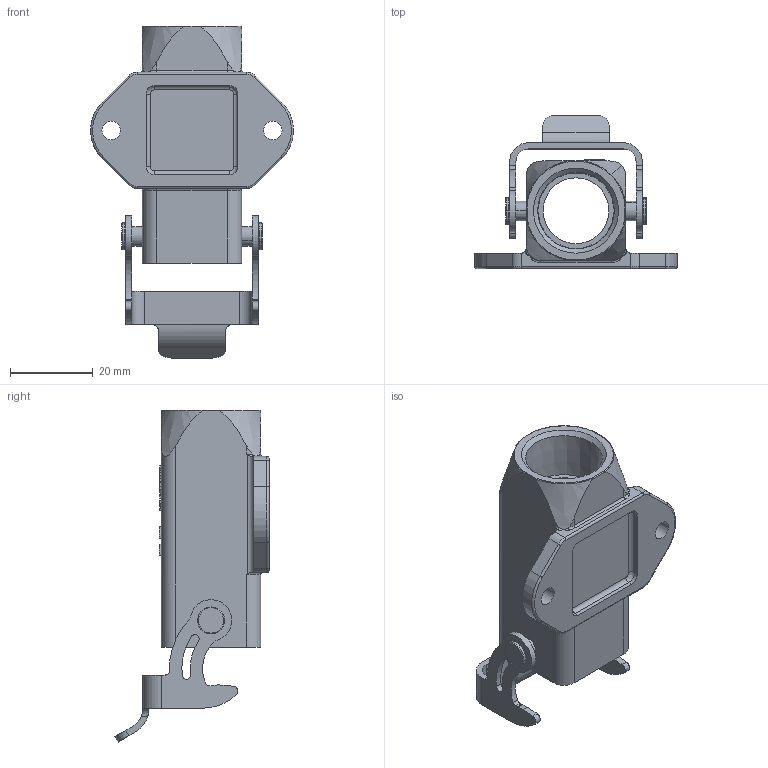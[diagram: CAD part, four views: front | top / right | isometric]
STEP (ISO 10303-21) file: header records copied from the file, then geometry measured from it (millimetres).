
FILE_DESCRIPTION(/* description */ (''),/* implementation_level */ '2;1');
FILE_NAME(/* name */ '1010000990177_01.stp',/* time_stamp */ '2023-05-15T10:48:34+08:00',/* author */ (''),/* organization */ (''),/* preprocessor_version */ 'ST-DEVELOPER v18.1',/* originating_system */ 'SIEMENS PLM Software NX 1980',/* authorisation */ '');
FILE_SCHEMA (('AP203_CONFIGURATION_CONTROLLED_3D_DESIGN_OF_MECHANICAL_PARTS_AND_ASSEMBLIES_MIM_LF { 1 0 10303 403 2 1 2}'));
Length unit declared in the file: millimetre
Products named in the file (5): 2980020020107_01; 9050100000148_01; 2970000005465_01; 2980020020123_02_MODEL; 1010000990177_01
Assembly tree (5 placements, depth 3):
  1010000990177_01
    2970000005465_01
    2980020020123_02_MODEL
      2980020020107_01
    9050100000148_01  x2
Bounding box: 48.93 x 37.21 x 80.17 mm (x, y, z)
Volume: 14594.9 mm3; surface area: 16607.4 mm2
Topology: 5 solids, 5 shells, 372 faces, 992 edges, 637 vertices
Faces by surface type: cylinder 170, plane 137, torus 29, cone 22, bspline 12, sphere 2
Full cylindrical faces by diameter (mm): 4.5 x2, 4.8 x4, 15.9 x1
Entity records: 12220 total; most frequent: CARTESIAN_POINT 2824, DIRECTION 1903, ORIENTED_EDGE 1850, EDGE_CURVE 925, AXIS2_PLACEMENT_3D 709, VERTEX_POINT 605, LINE 485, VECTOR 485
